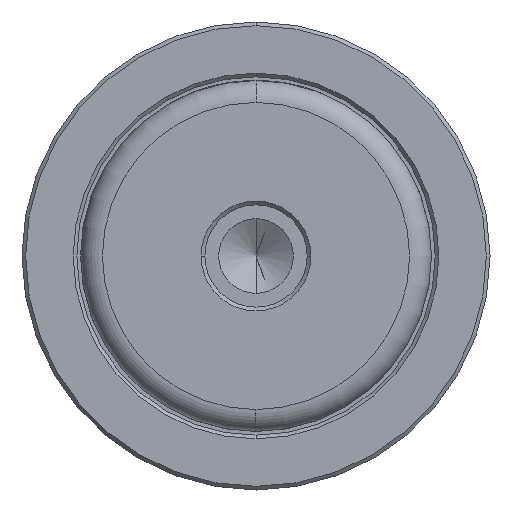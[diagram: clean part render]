
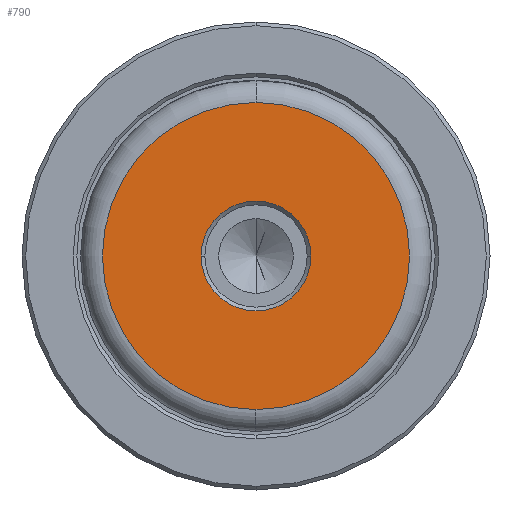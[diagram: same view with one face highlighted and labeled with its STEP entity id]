
A CAD part, left-side view. The second image highlights one B-rep face of the part: STEP entity #790.
In plain terms, the highlighted planar face has unit normal (-1, 0, 0).
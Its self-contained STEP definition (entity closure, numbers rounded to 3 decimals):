
#48 = CARTESIAN_POINT ( 'NONE',  ( 0., 0., 0. ) ) ;
#67 = DIRECTION ( 'NONE',  ( -1., 0., 0. ) ) ;
#138 = CARTESIAN_POINT ( 'NONE',  ( 0., 0., 0. ) ) ;
#216 = CIRCLE ( 'NONE', #945, 20.997 ) ;
#233 = DIRECTION ( 'NONE',  ( 0., 0., 1. ) ) ;
#258 = CIRCLE ( 'NONE', #1013, 7.5 ) ;
#318 = DIRECTION ( 'NONE',  ( 0., 0., 1. ) ) ;
#347 = ORIENTED_EDGE ( 'NONE', *, *, #1985, .T. ) ;
#375 = AXIS2_PLACEMENT_3D ( 'NONE', #785, #2128, #971 ) ;
#429 = EDGE_CURVE ( 'NONE', #951, #1085, #216, .T. ) ;
#483 = AXIS2_PLACEMENT_3D ( 'NONE', #1188, #67, #1379 ) ;
#667 = CARTESIAN_POINT ( 'NONE',  ( 0., 0., 20.997 ) ) ;
#756 = DIRECTION ( 'NONE',  ( 0., 0., 1. ) ) ;
#768 = ORIENTED_EDGE ( 'NONE', *, *, #429, .T. ) ;
#785 = CARTESIAN_POINT ( 'NONE',  ( 0., 0., 0. ) ) ;
#790 = ADVANCED_FACE ( 'NONE', ( #1520, #947 ), #1514, .T. ) ;
#935 = DIRECTION ( 'NONE',  ( -1., 0., 0. ) ) ;
#945 = AXIS2_PLACEMENT_3D ( 'NONE', #138, #1452, #318 ) ;
#947 = FACE_OUTER_BOUND ( 'NONE', #1109, .T. ) ;
#951 = VERTEX_POINT ( 'NONE', #1973 ) ;
#971 = DIRECTION ( 'NONE',  ( 0., 0., 1. ) ) ;
#1007 = VERTEX_POINT ( 'NONE', #2374 ) ;
#1013 = AXIS2_PLACEMENT_3D ( 'NONE', #48, #1355, #233 ) ;
#1039 = VERTEX_POINT ( 'NONE', #1404 ) ;
#1085 = VERTEX_POINT ( 'NONE', #667 ) ;
#1109 = EDGE_LOOP ( 'NONE', ( #2010, #768 ) ) ;
#1188 = CARTESIAN_POINT ( 'NONE',  ( 0., 0., 0. ) ) ;
#1260 = EDGE_CURVE ( 'NONE', #1085, #951, #1807, .T. ) ;
#1302 = CIRCLE ( 'NONE', #375, 7.5 ) ;
#1355 = DIRECTION ( 'NONE',  ( 1., 0., 0. ) ) ;
#1379 = DIRECTION ( 'NONE',  ( 0., 0., 1. ) ) ;
#1404 = CARTESIAN_POINT ( 'NONE',  ( 0., 7.5, 0. ) ) ;
#1452 = DIRECTION ( 'NONE',  ( -1., 0., 0. ) ) ;
#1463 = AXIS2_PLACEMENT_3D ( 'NONE', #2477, #935, #756 ) ;
#1514 = PLANE ( 'NONE',  #1463 ) ;
#1520 = FACE_BOUND ( 'NONE', #2024, .T. ) ;
#1761 = ORIENTED_EDGE ( 'NONE', *, *, #2021, .T. ) ;
#1807 = CIRCLE ( 'NONE', #483, 20.997 ) ;
#1973 = CARTESIAN_POINT ( 'NONE',  ( 0., 0., -20.997 ) ) ;
#1985 = EDGE_CURVE ( 'NONE', #1007, #1039, #1302, .T. ) ;
#2010 = ORIENTED_EDGE ( 'NONE', *, *, #1260, .T. ) ;
#2021 = EDGE_CURVE ( 'NONE', #1039, #1007, #258, .T. ) ;
#2024 = EDGE_LOOP ( 'NONE', ( #347, #1761 ) ) ;
#2128 = DIRECTION ( 'NONE',  ( 1., 0., 0. ) ) ;
#2374 = CARTESIAN_POINT ( 'NONE',  ( 0., -7.5, 0. ) ) ;
#2477 = CARTESIAN_POINT ( 'NONE',  ( 0., 0., 0. ) ) ;
